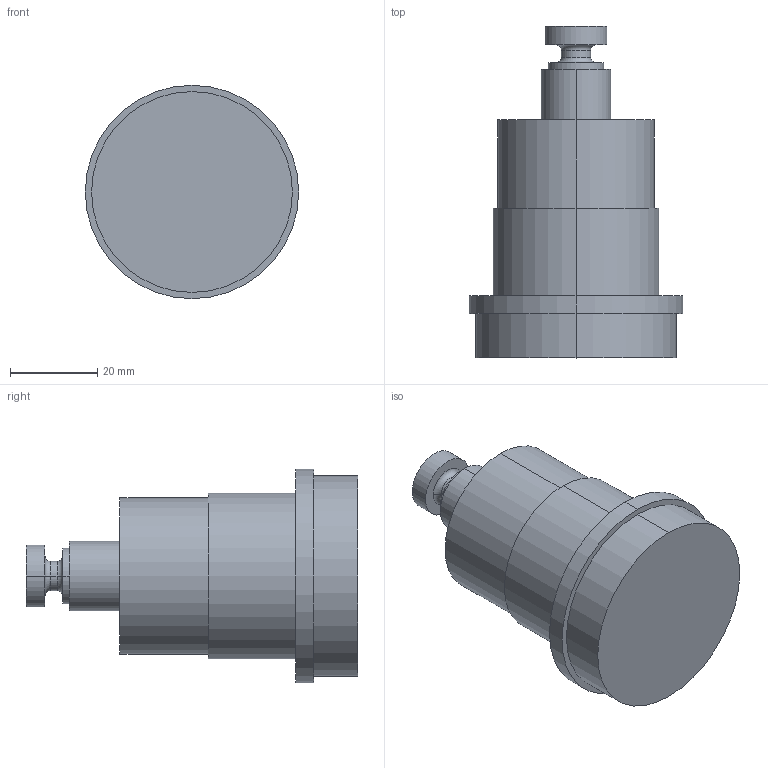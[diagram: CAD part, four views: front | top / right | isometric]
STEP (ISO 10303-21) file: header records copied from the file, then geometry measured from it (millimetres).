
FILE_DESCRIPTION (( 'STEP AP214' ), '1' );
FILE_NAME ('Loki 54mm Extended FC.STEP', '2023-10-20T00:54:42', ( '' ), ( '' ), 'SwSTEP 2.0', 'SolidWorks 2023', '' );
FILE_SCHEMA (( 'AUTOMOTIVE_DESIGN' ));
Length unit declared in the file: inch
Products named in the file (1): Loki 54mm Extended FC
Bounding box: 48.97 x 76.15 x 48.97 mm (x, y, z)
Volume: 71507 mm3; surface area: 11708.1 mm2
Topology: 1 solids, 1 shells, 29 faces, 56 edges, 36 vertices
Faces by surface type: cylinder 16, plane 9, torus 4
Entity records: 785 total; most frequent: DIRECTION 156, CARTESIAN_POINT 122, ORIENTED_EDGE 112, AXIS2_PLACEMENT_3D 70, EDGE_CURVE 56, CIRCLE 40, VERTEX_POINT 36, EDGE_LOOP 36
